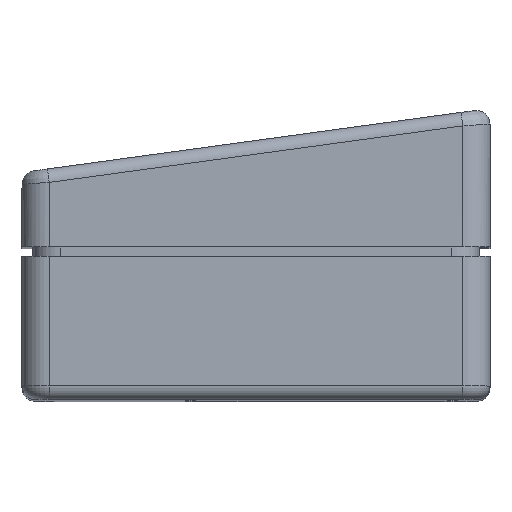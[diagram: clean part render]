
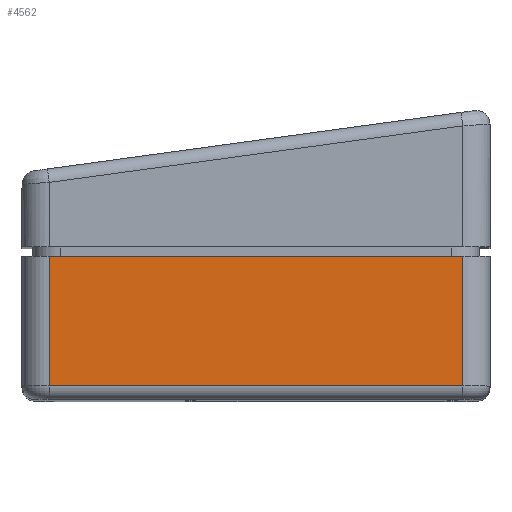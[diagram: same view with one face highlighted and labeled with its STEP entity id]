
A CAD part, top view. The second image highlights one B-rep face of the part: STEP entity #4562.
In plain terms, the highlighted planar face has unit normal (0, 0, 1).
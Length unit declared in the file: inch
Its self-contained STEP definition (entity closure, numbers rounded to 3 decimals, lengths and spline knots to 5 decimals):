
#4500 = EDGE_LOOP ( 'NONE', ( #4563, #4567, #4570, #4573 ) ) ;
#4562 = ADVANCED_FACE ( 'NONE', ( #13729 ), #13728, .T. ) ;
#4563 = ORIENTED_EDGE ( 'NONE', *, *, #4564, .T. ) ;
#4564 = EDGE_CURVE ( 'NONE', #4565, #4566, #13787, .T. ) ;
#4565 = VERTEX_POINT ( 'NONE', #13783 ) ;
#4566 = VERTEX_POINT ( 'NONE', #13782 ) ;
#4567 = ORIENTED_EDGE ( 'NONE', *, *, #4568, .T. ) ;
#4568 = EDGE_CURVE ( 'NONE', #4566, #4569, #13781, .T. ) ;
#4569 = VERTEX_POINT ( 'NONE', #13777 ) ;
#4570 = ORIENTED_EDGE ( 'NONE', *, *, #4571, .T. ) ;
#4571 = EDGE_CURVE ( 'NONE', #4569, #4572, #13776, .T. ) ;
#4572 = VERTEX_POINT ( 'NONE', #13772 ) ;
#4573 = ORIENTED_EDGE ( 'NONE', *, *, #4574, .F. ) ;
#4574 = EDGE_CURVE ( 'NONE', #4565, #4572, #13771, .T. ) ;
#13725 = DIRECTION ( 'NONE',  ( 0., 0., 1. ) ) ;
#13726 = CARTESIAN_POINT ( 'NONE',  ( -0.86, -0.535, 2.065 ) ) ;
#13727 = AXIS2_PLACEMENT_3D ( 'NONE', #13726, #13725, #13788 ) ;
#13728 = PLANE ( 'NONE',  #13727 ) ;
#13729 = FACE_OUTER_BOUND ( 'NONE', #4500, .T. ) ;
#13768 = DIRECTION ( 'NONE',  ( 1., 0., 0. ) ) ;
#13769 = VECTOR ( 'NONE', #13768, 39.37008 ) ;
#13770 = CARTESIAN_POINT ( 'NONE',  ( -0.86, -0.009, 2.065 ) ) ;
#13771 = LINE ( 'NONE', #13770, #13769 ) ;
#13772 = CARTESIAN_POINT ( 'NONE',  ( 0.76, -0.009, 2.065 ) ) ;
#13773 = DIRECTION ( 'NONE',  ( 0., 1., 0. ) ) ;
#13774 = VECTOR ( 'NONE', #13773, 39.37008 ) ;
#13775 = CARTESIAN_POINT ( 'NONE',  ( 0.76, -0.009, 2.065 ) ) ;
#13776 = LINE ( 'NONE', #13775, #13774 ) ;
#13777 = CARTESIAN_POINT ( 'NONE',  ( 0.76, -0.485, 2.065 ) ) ;
#13778 = DIRECTION ( 'NONE',  ( 1., 0., 0. ) ) ;
#13779 = VECTOR ( 'NONE', #13778, 39.37008 ) ;
#13780 = CARTESIAN_POINT ( 'NONE',  ( 0.76, -0.485, 2.065 ) ) ;
#13781 = LINE ( 'NONE', #13780, #13779 ) ;
#13782 = CARTESIAN_POINT ( 'NONE',  ( -0.76, -0.485, 2.065 ) ) ;
#13783 = CARTESIAN_POINT ( 'NONE',  ( -0.76, -0.009, 2.065 ) ) ;
#13784 = DIRECTION ( 'NONE',  ( 0., -1., 0. ) ) ;
#13785 = VECTOR ( 'NONE', #13784, 39.37008 ) ;
#13786 = CARTESIAN_POINT ( 'NONE',  ( -0.76, -0.535, 2.065 ) ) ;
#13787 = LINE ( 'NONE', #13786, #13785 ) ;
#13788 = DIRECTION ( 'NONE',  ( 1., 0., 0. ) ) ;
